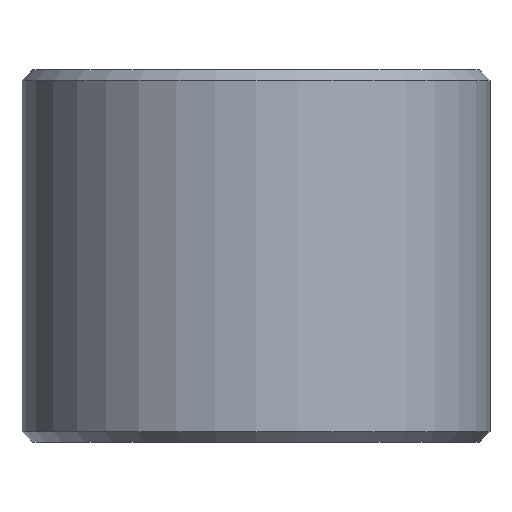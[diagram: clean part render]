
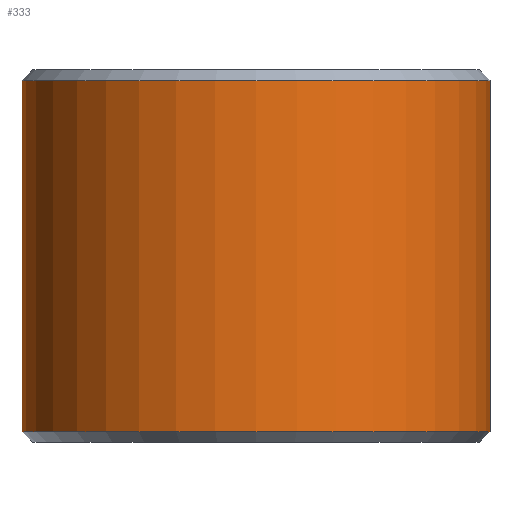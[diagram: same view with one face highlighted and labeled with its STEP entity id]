
A CAD part, front view. The second image highlights one B-rep face of the part: STEP entity #333.
In plain terms, the highlighted cylindrical face has radius 11 mm (diameter 22 mm), a partial arc.
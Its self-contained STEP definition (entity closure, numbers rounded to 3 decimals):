
#3 = DIRECTION ( 'NONE',  ( 0., 0., 1. ) ) ;
#25 = AXIS2_PLACEMENT_3D ( 'NONE', #180, #100, #320 ) ;
#36 = VERTEX_POINT ( 'NONE', #75 ) ;
#39 = VERTEX_POINT ( 'NONE', #102 ) ;
#41 = LINE ( 'NONE', #229, #224 ) ;
#46 = EDGE_CURVE ( 'NONE', #290, #39, #238, .T. ) ;
#51 = CYLINDRICAL_SURFACE ( 'NONE', #272, 11. ) ;
#75 = CARTESIAN_POINT ( 'NONE',  ( -11., 0., 0.5 ) ) ;
#90 = EDGE_CURVE ( 'NONE', #334, #39, #214, .T. ) ;
#100 = DIRECTION ( 'NONE',  ( 0., 0., 1. ) ) ;
#102 = CARTESIAN_POINT ( 'NONE',  ( 11., 0., 17. ) ) ;
#103 = DIRECTION ( 'NONE',  ( 0., 0., 1. ) ) ;
#118 = DIRECTION ( 'NONE',  ( 0., 0., 1. ) ) ;
#121 = VECTOR ( 'NONE', #103, 1000. ) ;
#122 = CIRCLE ( 'NONE', #25, 11. ) ;
#123 = CARTESIAN_POINT ( 'NONE',  ( 11., 0., 116.057 ) ) ;
#135 = EDGE_LOOP ( 'NONE', ( #280, #142, #332, #221 ) ) ;
#142 = ORIENTED_EDGE ( 'NONE', *, *, #246, .T. ) ;
#171 = DIRECTION ( 'NONE',  ( 1., 0., 0. ) ) ;
#180 = CARTESIAN_POINT ( 'NONE',  ( 0., 0., 0.5 ) ) ;
#214 = CIRCLE ( 'NONE', #276, 11. ) ;
#221 = ORIENTED_EDGE ( 'NONE', *, *, #90, .F. ) ;
#224 = VECTOR ( 'NONE', #264, 1000. ) ;
#229 = CARTESIAN_POINT ( 'NONE',  ( -11., 0., 116.057 ) ) ;
#238 = LINE ( 'NONE', #123, #121 ) ;
#246 = EDGE_CURVE ( 'NONE', #36, #290, #122, .T. ) ;
#261 = CARTESIAN_POINT ( 'NONE',  ( 11., 0., 0.5 ) ) ;
#264 = DIRECTION ( 'NONE',  ( 0., 0., 1. ) ) ;
#269 = EDGE_CURVE ( 'NONE', #36, #334, #41, .T. ) ;
#272 = AXIS2_PLACEMENT_3D ( 'NONE', #289, #118, #171 ) ;
#276 = AXIS2_PLACEMENT_3D ( 'NONE', #330, #3, #305 ) ;
#280 = ORIENTED_EDGE ( 'NONE', *, *, #269, .F. ) ;
#287 = FACE_OUTER_BOUND ( 'NONE', #135, .T. ) ;
#289 = CARTESIAN_POINT ( 'NONE',  ( 0., 0., 116.057 ) ) ;
#290 = VERTEX_POINT ( 'NONE', #261 ) ;
#305 = DIRECTION ( 'NONE',  ( 1., 0., 0. ) ) ;
#320 = DIRECTION ( 'NONE',  ( 1., 0., 0. ) ) ;
#330 = CARTESIAN_POINT ( 'NONE',  ( 0., 0., 17. ) ) ;
#332 = ORIENTED_EDGE ( 'NONE', *, *, #46, .T. ) ;
#333 = ADVANCED_FACE ( 'NONE', ( #287 ), #51, .T. ) ;
#334 = VERTEX_POINT ( 'NONE', #336 ) ;
#336 = CARTESIAN_POINT ( 'NONE',  ( -11., 0., 17. ) ) ;
